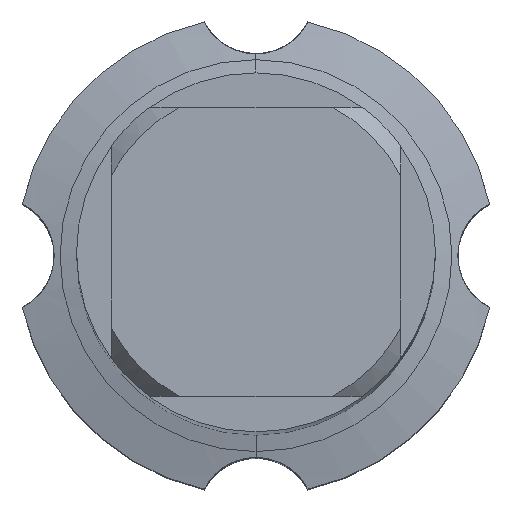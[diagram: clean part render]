
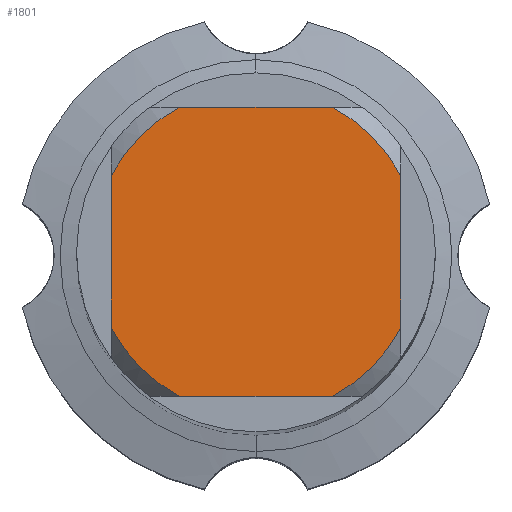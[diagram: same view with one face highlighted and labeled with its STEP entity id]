
A CAD part, top view. The second image highlights one B-rep face of the part: STEP entity #1801.
In plain terms, the highlighted planar face has unit normal (0, 0, 1).
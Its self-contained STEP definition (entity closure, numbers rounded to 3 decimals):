
#1783=EDGE_CURVE('',#3909,#4399,#5209,.T.);
#1801=ADVANCED_FACE('',(#5229),#5230,.T.);
#1925=VERTEX_POINT('',#5366);
#2127=VERTEX_POINT('',#5582);
#2285=EDGE_CURVE('',#4191,#4539,#5753,.T.);
#2463=EDGE_CURVE('',#1925,#4743,#5944,.T.);
#2487=EDGE_CURVE('',#4191,#4399,#5970,.T.);
#3263=VERTEX_POINT('',#6814);
#3301=EDGE_CURVE('',#3263,#4539,#6859,.T.);
#3809=EDGE_CURVE('',#3909,#4743,#7411,.T.);
#3909=VERTEX_POINT('',#7516);
#4049=EDGE_CURVE('',#3263,#2127,#7670,.T.);
#4191=VERTEX_POINT('',#7830);
#4389=EDGE_CURVE('',#1925,#2127,#8044,.T.);
#4399=VERTEX_POINT('',#8055);
#4539=VERTEX_POINT('',#8206);
#4743=VERTEX_POINT('',#8425);
#5209=LINE('',#8963,#8964);
#5229=FACE_OUTER_BOUND('',#8997,.T.);
#5230=PLANE('',#8998);
#5366=CARTESIAN_POINT('',(-7.25,3.831,0.0));
#5582=CARTESIAN_POINT('',(-3.831,7.25,0.0));
#5753=LINE('',#9908,#9909);
#5944=LINE('',#10331,#10332);
#5970=CIRCLE('',#10382,8.2);
#6814=CARTESIAN_POINT('',(3.831,7.25,0.0));
#6859=CIRCLE('',#12205,8.2);
#7411=CIRCLE('',#13497,8.2);
#7516=CARTESIAN_POINT('',(-3.831,-7.25,0.0));
#7670=LINE('',#14042,#14043);
#7830=CARTESIAN_POINT('',(7.25,-3.831,0.0));
#8044=CIRCLE('',#14774,8.2);
#8055=CARTESIAN_POINT('',(3.831,-7.25,0.0));
#8206=CARTESIAN_POINT('',(7.25,3.831,0.0));
#8425=CARTESIAN_POINT('',(-7.25,-3.831,0.0));
#8963=CARTESIAN_POINT('',(0.0,-7.25,0.0));
#8964=VECTOR('',#16486,1.0);
#8997=EDGE_LOOP('',(#16510,#16511,#16512,#16513,#16514,#16515,#16516,#16517));
#8998=AXIS2_PLACEMENT_3D('',#16518,#16519,#16520);
#9908=CARTESIAN_POINT('',(7.25,2.05,0.0));
#9909=VECTOR('',#17031,1.0);
#10331=CARTESIAN_POINT('',(-7.25,2.05,0.0));
#10332=VECTOR('',#17326,1.0);
#10382=AXIS2_PLACEMENT_3D('',#17354,#17355,#17356);
#12205=AXIS2_PLACEMENT_3D('',#18473,#18474,#18475);
#13497=AXIS2_PLACEMENT_3D('',#18993,#18994,#18995);
#14042=CARTESIAN_POINT('',(0.0,7.25,0.0));
#14043=VECTOR('',#19212,1.0);
#14774=AXIS2_PLACEMENT_3D('',#19575,#19576,#19577);
#16486=DIRECTION('',(1.0,0.0,0.0));
#16510=ORIENTED_EDGE('',*,*,#2463,.T.);
#16511=ORIENTED_EDGE('',*,*,#3809,.F.);
#16512=ORIENTED_EDGE('',*,*,#1783,.T.);
#16513=ORIENTED_EDGE('',*,*,#2487,.F.);
#16514=ORIENTED_EDGE('',*,*,#2285,.T.);
#16515=ORIENTED_EDGE('',*,*,#3301,.F.);
#16516=ORIENTED_EDGE('',*,*,#4049,.T.);
#16517=ORIENTED_EDGE('',*,*,#4389,.F.);
#16518=CARTESIAN_POINT('',(0.0,4.1,0.0));
#16519=DIRECTION('',(-0.0,0.0,1.0));
#16520=DIRECTION('',(0.0,-1.0,0.0));
#17031=DIRECTION('',(-0.0,1.0,0.0));
#17326=DIRECTION('',(-0.0,-1.0,0.0));
#17354=CARTESIAN_POINT('',(0.0,0.0,0.0));
#17355=DIRECTION('',(0.0,0.0,-1.0));
#17356=DIRECTION('',(0.0,1.0,0.0));
#18473=CARTESIAN_POINT('',(0.0,0.0,0.0));
#18474=DIRECTION('',(0.0,0.0,-1.0));
#18475=DIRECTION('',(0.0,1.0,0.0));
#18993=CARTESIAN_POINT('',(0.0,0.0,0.0));
#18994=DIRECTION('',(0.0,0.0,-1.0));
#18995=DIRECTION('',(0.0,1.0,0.0));
#19212=DIRECTION('',(-1.0,0.0,0.0));
#19575=CARTESIAN_POINT('',(0.0,0.0,0.0));
#19576=DIRECTION('',(0.0,0.0,-1.0));
#19577=DIRECTION('',(0.0,1.0,0.0));
